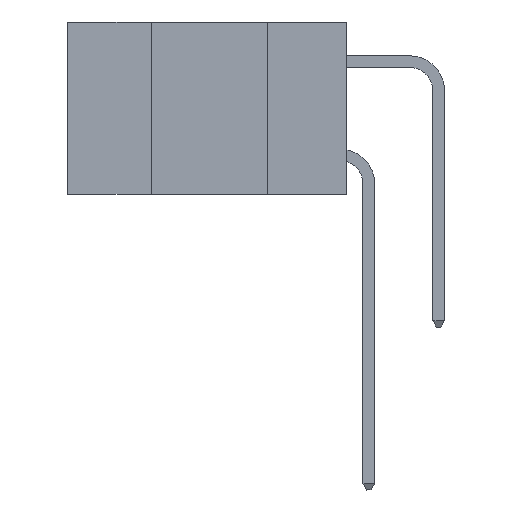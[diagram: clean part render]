
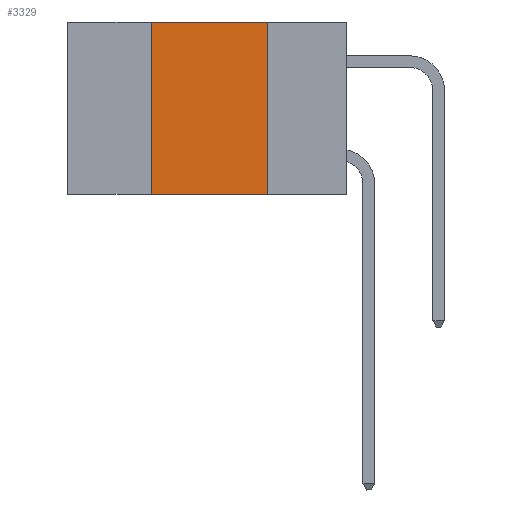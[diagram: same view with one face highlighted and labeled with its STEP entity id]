
A CAD part, left-side view. The second image highlights one B-rep face of the part: STEP entity #3329.
In plain terms, the highlighted planar face has unit normal (-1, 0, 0).
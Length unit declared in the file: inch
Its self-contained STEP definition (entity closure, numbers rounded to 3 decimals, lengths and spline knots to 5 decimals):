
#438 = VERTEX_POINT ( 'NONE', #8469 ) ;
#563 = ORIENTED_EDGE ( 'NONE', *, *, #9584, .F. ) ;
#1353 = DIRECTION ( 'NONE',  ( 0., 0., -1. ) ) ;
#1852 = VECTOR ( 'NONE', #6319, 39.37008 ) ;
#2019 = ORIENTED_EDGE ( 'NONE', *, *, #8933, .F. ) ;
#2069 = CARTESIAN_POINT ( 'NONE',  ( 0., 0.6, 0. ) ) ;
#2601 = ORIENTED_EDGE ( 'NONE', *, *, #13012, .F. ) ;
#2908 = DIRECTION ( 'NONE',  ( 0., 0., 1. ) ) ;
#3076 = VERTEX_POINT ( 'NONE', #10077 ) ;
#3077 = VERTEX_POINT ( 'NONE', #13205 ) ;
#3121 = CARTESIAN_POINT ( 'NONE',  ( 0., 0.42, 0. ) ) ;
#3329 = ADVANCED_FACE ( 'NONE', ( #7514 ), #10345, .F. ) ;
#4660 = ORIENTED_EDGE ( 'NONE', *, *, #7293, .T. ) ;
#5144 = LINE ( 'NONE', #10285, #10282 ) ;
#6319 = DIRECTION ( 'NONE',  ( 0., -1., 0. ) ) ;
#6757 = VECTOR ( 'NONE', #1353, 39.37008 ) ;
#7293 = EDGE_CURVE ( 'NONE', #3077, #3076, #5144, .T. ) ;
#7324 = VERTEX_POINT ( 'NONE', #10548 ) ;
#7365 = DIRECTION ( 'NONE',  ( 0., 0., -1. ) ) ;
#7514 = FACE_OUTER_BOUND ( 'NONE', #8468, .T. ) ;
#7957 = CARTESIAN_POINT ( 'NONE',  ( 0., 0.17, 0. ) ) ;
#8412 = CARTESIAN_POINT ( 'NONE',  ( 0., 0.6, 0. ) ) ;
#8468 = EDGE_LOOP ( 'NONE', ( #563, #2601, #2019, #4660 ) ) ;
#8469 = CARTESIAN_POINT ( 'NONE',  ( 0., 0.42, 0. ) ) ;
#8471 = AXIS2_PLACEMENT_3D ( 'NONE', #8412, #11448, #7365 ) ;
#8746 = VECTOR ( 'NONE', #2908, 39.37008 ) ;
#8933 = EDGE_CURVE ( 'NONE', #3077, #438, #11363, .T. ) ;
#9499 = LINE ( 'NONE', #2069, #1852 ) ;
#9584 = EDGE_CURVE ( 'NONE', #7324, #3076, #10032, .T. ) ;
#10032 = LINE ( 'NONE', #7957, #6757 ) ;
#10077 = CARTESIAN_POINT ( 'NONE',  ( 0., 0.17, -0.37 ) ) ;
#10282 = VECTOR ( 'NONE', #11517, 39.37008 ) ;
#10285 = CARTESIAN_POINT ( 'NONE',  ( 0., 0.6, -0.37 ) ) ;
#10345 = PLANE ( 'NONE',  #8471 ) ;
#10548 = CARTESIAN_POINT ( 'NONE',  ( 0., 0.17, 0. ) ) ;
#11363 = LINE ( 'NONE', #3121, #8746 ) ;
#11448 = DIRECTION ( 'NONE',  ( 1., 0., 0. ) ) ;
#11517 = DIRECTION ( 'NONE',  ( 0., -1., 0. ) ) ;
#13012 = EDGE_CURVE ( 'NONE', #438, #7324, #9499, .T. ) ;
#13205 = CARTESIAN_POINT ( 'NONE',  ( 0., 0.42, -0.37 ) ) ;
